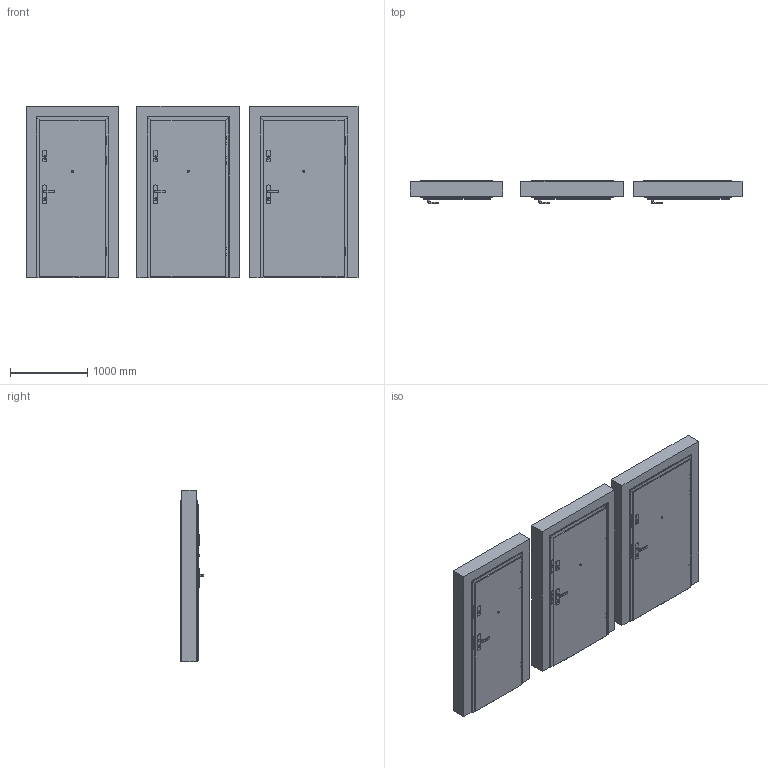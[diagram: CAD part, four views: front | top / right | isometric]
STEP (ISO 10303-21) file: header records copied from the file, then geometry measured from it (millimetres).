
FILE_DESCRIPTION(/* description */ (''),/* implementation_level */ '2;1');
FILE_NAME(/* name */ '050175_A_3-Drzwi antywłamaniowe EXTREME RC2 na ościeżnicy Projekt Bis..stp',/* time_stamp */ '2024-09-09T13:26:50+02:00',/* author */ (''),/* organization */ (''),/* preprocessor_version */ 'ST-DEVELOPER v16',/* originating_system */ 'SIEMENS PLM Software NX 11.0',/* authorisation */ '');
FILE_SCHEMA (('AUTOMOTIVE_DESIGN { 1 0 10303 214 3 1 1 1 }'));
Products named in the file (1): bkni3AAC82ECjen4
Bounding box: 4306 x 308.45 x 2223.33 mm (x, y, z)
Volume: 817055484.6 mm3; surface area: 55430020.9 mm2
Topology: 234 solids, 234 shells, 5124 faces, 12657 edges, 8121 vertices
Faces by surface type: plane 2718, cylinder 1218, bspline 705, cone 198, extrusion 138, sphere 108, torus 39
Full cylindrical faces by diameter (mm): 5 x6, 5.5 x9, 6 x18, 7.8 x9, 8 x69, 8.5 x24, 9.3 x12, 10 x6, 10.5 x12, 12 x36, 13.5 x18, 15 x45, 16 x9, 18 x15, 22 x3, 26 x3, 30 x6
Entity records: 159407 total; most frequent: CARTESIAN_POINT 42487, ORIENTED_EDGE 23754, DIRECTION 21992, EDGE_CURVE 11877, VERTEX_POINT 7962, VECTOR 7554, LINE 7416, AXIS2_PLACEMENT_3D 7219
